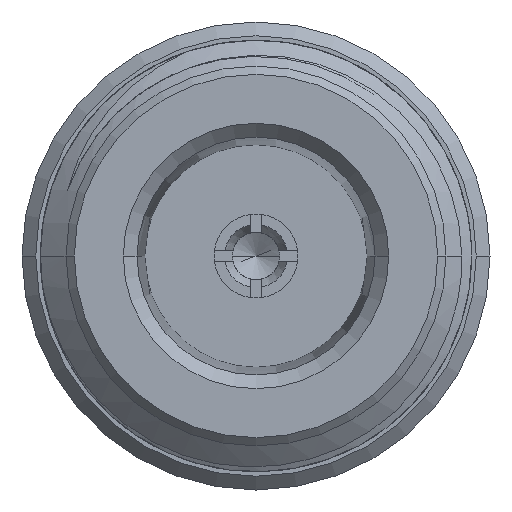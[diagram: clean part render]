
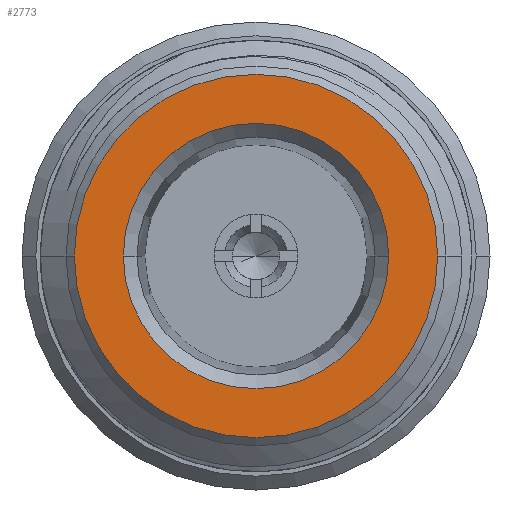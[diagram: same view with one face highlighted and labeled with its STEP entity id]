
A CAD part, left-side view. The second image highlights one B-rep face of the part: STEP entity #2773.
In plain terms, the highlighted planar face has unit normal (-1, 0, 0).
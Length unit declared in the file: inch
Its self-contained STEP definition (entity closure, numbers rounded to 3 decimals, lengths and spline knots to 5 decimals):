
#1=CARTESIAN_POINT('',(0.,0.,0.));
#2=DIRECTION('',(1.,0.,0.));
#3=DIRECTION('',(0.,1.,0.));
#4=AXIS2_PLACEMENT_3D('',#1,#2,#3);
#14=CARTESIAN_POINT('',(0.,0.,0.));
#15=DIRECTION('',(-1.,0.,0.));
#16=DIRECTION('',(0.,1.,0.));
#17=AXIS2_PLACEMENT_3D('',#14,#15,#16);
#439=CARTESIAN_POINT('',(0.,0.,0.));
#440=DIRECTION('',(-1.,0.,0.));
#441=DIRECTION('',(0.,1.,0.));
#442=AXIS2_PLACEMENT_3D('',#439,#440,#441);
#444=CARTESIAN_POINT('',(0.,0.,0.));
#445=DIRECTION('',(-1.,0.,0.));
#446=DIRECTION('',(0.,-1.,0.));
#447=AXIS2_PLACEMENT_3D('',#444,#445,#446);
#1931=CARTESIAN_POINT('',(0.,0.18976,0.));
#1933=VERTEX_POINT('',#1931);
#1945=CARTESIAN_POINT('',(0.,-0.18976,0.));
#1947=VERTEX_POINT('',#1945);
#1993=CARTESIAN_POINT('',(0.,0.25984,0.));
#1994=CARTESIAN_POINT('',(0.,-0.25984,0.));
#1995=VERTEX_POINT('',#1993);
#1996=VERTEX_POINT('',#1994);
#2758=CARTESIAN_POINT('',(0.,0.,0.));
#2759=DIRECTION('',(1.,0.,0.));
#2760=DIRECTION('',(0.,-1.,0.));
#2761=AXIS2_PLACEMENT_3D('',#2758,#2759,#2760);
#2762=PLANE('',#2761);
#2764=ORIENTED_EDGE('',*,*,#2763,.F.);
#2766=ORIENTED_EDGE('',*,*,#2765,.F.);
#2767=EDGE_LOOP('',(#2764,#2766));
#2768=FACE_OUTER_BOUND('',#2767,.F.);
#2769=ORIENTED_EDGE('',*,*,#2187,.F.);
#2770=ORIENTED_EDGE('',*,*,#2205,.T.);
#2771=EDGE_LOOP('',(#2769,#2770));
#2772=FACE_BOUND('',#2771,.F.);
#2773=ADVANCED_FACE('',(#2768,#2772),#2762,.F.);
#5=CIRCLE('',#4,0.18976);
#18=CIRCLE('',#17,0.18976);
#443=CIRCLE('',#442,0.25984);
#448=CIRCLE('',#447,0.25984);
#2187=EDGE_CURVE('',#1933,#1947,#5,.T.);
#2205=EDGE_CURVE('',#1933,#1947,#18,.T.);
#2763=EDGE_CURVE('',#1995,#1996,#443,.T.);
#2765=EDGE_CURVE('',#1996,#1995,#448,.T.);
